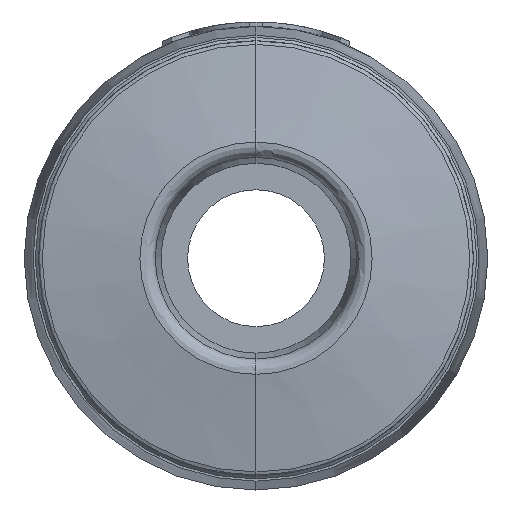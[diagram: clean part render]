
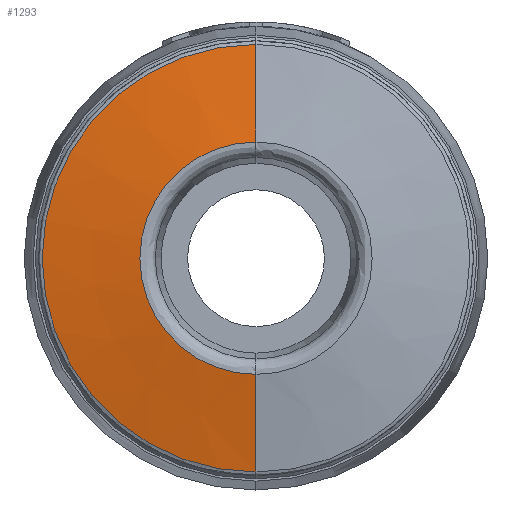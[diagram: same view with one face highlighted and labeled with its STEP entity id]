
A CAD part, left-side view. The second image highlights one B-rep face of the part: STEP entity #1293.
In plain terms, the highlighted conical face has half-angle 80 degrees and reference radius 4.842 mm.
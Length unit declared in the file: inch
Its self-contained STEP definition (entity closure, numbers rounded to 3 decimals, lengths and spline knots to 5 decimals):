
#139 = DIRECTION ( 'NONE',  ( 0., 1., 0. ) ) ;
#195 = CARTESIAN_POINT ( 'NONE',  ( -0.05139, 0., 0.19064 ) ) ;
#364 = VERTEX_POINT ( 'NONE', #1234 ) ;
#503 = CONICAL_SURFACE ( 'NONE', #2753, 0.19064, 1.396 ) ;
#699 = VECTOR ( 'NONE', #2980, 39.37008 ) ;
#823 = VERTEX_POINT ( 'NONE', #942 ) ;
#901 = FACE_OUTER_BOUND ( 'NONE', #1465, .T. ) ;
#942 = CARTESIAN_POINT ( 'NONE',  ( -0.05139, 0., -0.19064 ) ) ;
#1001 = CIRCLE ( 'NONE', #2859, 0.10355 ) ;
#1039 = CARTESIAN_POINT ( 'NONE',  ( -0.05139, 0., 0. ) ) ;
#1097 = DIRECTION ( 'NONE',  ( 0., 0., -1. ) ) ;
#1129 = ORIENTED_EDGE ( 'NONE', *, *, #2112, .F. ) ;
#1160 = DIRECTION ( 'NONE',  ( 1., 0., 0. ) ) ;
#1234 = CARTESIAN_POINT ( 'NONE',  ( -0.05139, 0., 0.19064 ) ) ;
#1293 = ADVANCED_FACE ( 'NONE', ( #901 ), #503, .T. ) ;
#1416 = VECTOR ( 'NONE', #2446, 39.37008 ) ;
#1465 = EDGE_LOOP ( 'NONE', ( #2857, #2245, #1129, #2381 ) ) ;
#1772 = EDGE_CURVE ( 'NONE', #3414, #3581, #1001, .T. ) ;
#2022 = DIRECTION ( 'NONE',  ( 1., 0., 0. ) ) ;
#2112 = EDGE_CURVE ( 'NONE', #823, #364, #2365, .T. ) ;
#2141 = CARTESIAN_POINT ( 'NONE',  ( -0.05139, 0., -0.19064 ) ) ;
#2245 = ORIENTED_EDGE ( 'NONE', *, *, #3825, .T. ) ;
#2365 = CIRCLE ( 'NONE', #2490, 0.19064 ) ;
#2368 = LINE ( 'NONE', #195, #699 ) ;
#2381 = ORIENTED_EDGE ( 'NONE', *, *, #3955, .F. ) ;
#2446 = DIRECTION ( 'NONE',  ( 0.174, 0., -0.985 ) ) ;
#2490 = AXIS2_PLACEMENT_3D ( 'NONE', #2990, #1160, #3303 ) ;
#2753 = AXIS2_PLACEMENT_3D ( 'NONE', #1039, #2929, #1097 ) ;
#2857 = ORIENTED_EDGE ( 'NONE', *, *, #1772, .T. ) ;
#2859 = AXIS2_PLACEMENT_3D ( 'NONE', #3856, #2022, #139 ) ;
#2929 = DIRECTION ( 'NONE',  ( 1., 0., 0. ) ) ;
#2980 = DIRECTION ( 'NONE',  ( 0.174, 0., 0.985 ) ) ;
#2990 = CARTESIAN_POINT ( 'NONE',  ( -0.05139, 0., 0. ) ) ;
#3024 = LINE ( 'NONE', #2141, #1416 ) ;
#3135 = CARTESIAN_POINT ( 'NONE',  ( -0.06675, 0., 0.10355 ) ) ;
#3303 = DIRECTION ( 'NONE',  ( 0., 0., -1. ) ) ;
#3414 = VERTEX_POINT ( 'NONE', #3422 ) ;
#3422 = CARTESIAN_POINT ( 'NONE',  ( -0.06675, 0., -0.10355 ) ) ;
#3581 = VERTEX_POINT ( 'NONE', #3135 ) ;
#3825 = EDGE_CURVE ( 'NONE', #3581, #364, #2368, .T. ) ;
#3856 = CARTESIAN_POINT ( 'NONE',  ( -0.06675, 0., 0. ) ) ;
#3955 = EDGE_CURVE ( 'NONE', #3414, #823, #3024, .T. ) ;
